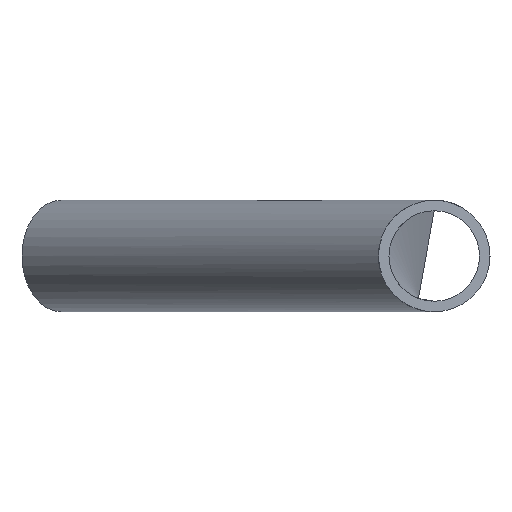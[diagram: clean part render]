
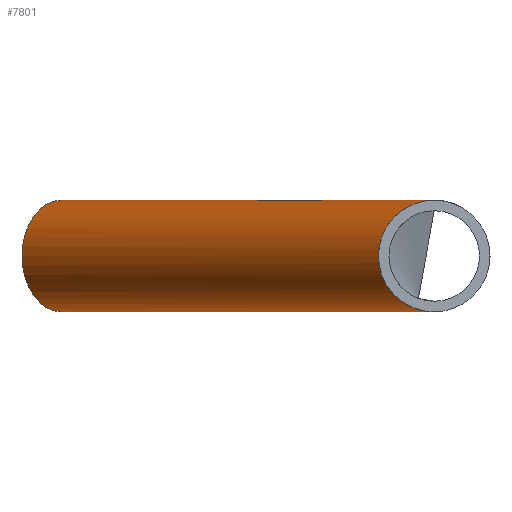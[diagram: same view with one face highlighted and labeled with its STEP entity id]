
A CAD part, left-side view. The second image highlights one B-rep face of the part: STEP entity #7801.
In plain terms, the highlighted cylindrical face has radius 10.65 mm (diameter 21.3 mm), a full revolution.
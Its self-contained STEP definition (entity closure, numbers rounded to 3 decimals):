
#94 = EDGE_LOOP ( 'NONE', ( #2347, #6028 ) ) ;
#536 = ORIENTED_EDGE ( 'NONE', *, *, #3915, .F. ) ;
#1206 = VERTEX_POINT ( 'NONE', #3435 ) ;
#1759 = CARTESIAN_POINT ( 'NONE',  ( 60.502, 71.214, 0. ) ) ;
#2171 = FACE_OUTER_BOUND ( 'NONE', #4304, .T. ) ;
#2305 = FACE_OUTER_BOUND ( 'NONE', #94, .T. ) ;
#2321 =( BOUNDED_CURVE ( )  B_SPLINE_CURVE ( 3, ( #8967, #9054, #7037, #4210 ),
 .UNSPECIFIED., .F., .F. ) 
 B_SPLINE_CURVE_WITH_KNOTS ( ( 4, 4 ),
 ( 1.571, 4.712 ),
 .UNSPECIFIED. ) 
 CURVE ( )  GEOMETRIC_REPRESENTATION_ITEM ( )  RATIONAL_B_SPLINE_CURVE ( ( 1., 0.333, 0.333, 1. ) ) 
 REPRESENTATION_ITEM ( '' )  );
#2347 = ORIENTED_EDGE ( 'NONE', *, *, #7450, .F. ) ;
#2413 = DIRECTION ( 'NONE',  ( 0.707, 0.707, 0. ) ) ;
#2645 = CYLINDRICAL_SURFACE ( 'NONE', #3971, 10.65 ) ;
#3290 = CARTESIAN_POINT ( 'NONE',  ( 60.502, 71.214, 0. ) ) ;
#3435 = CARTESIAN_POINT ( 'NONE',  ( 52.972, 78.744, 0. ) ) ;
#3915 = EDGE_CURVE ( 'NONE', #1206, #1206, #9857, .T. ) ;
#3971 = AXIS2_PLACEMENT_3D ( 'NONE', #1759, #6631, #7597 ) ;
#4000 = CARTESIAN_POINT ( 'NONE',  ( -10.711, 0., -10.65 ) ) ;
#4192 = VERTEX_POINT ( 'NONE', #4000 ) ;
#4210 = CARTESIAN_POINT ( 'NONE',  ( -10.711, 0., 10.65 ) ) ;
#4304 = EDGE_LOOP ( 'NONE', ( #536 ) ) ;
#4631 =( BOUNDED_CURVE ( )  B_SPLINE_CURVE ( 3, ( #8651, #4863, #8853, #10692 ),
 .UNSPECIFIED., .F., .T. ) 
 B_SPLINE_CURVE_WITH_KNOTS ( ( 4, 4 ),
 ( 4.712, 7.854 ),
 .UNSPECIFIED. ) 
 CURVE ( )  GEOMETRIC_REPRESENTATION_ITEM ( )  RATIONAL_B_SPLINE_CURVE ( ( 1., 0.333, 0.333, 1. ) ) 
 REPRESENTATION_ITEM ( '' )  );
#4863 = CARTESIAN_POINT ( 'NONE',  ( -19.534, 21.3, 10.65 ) ) ;
#5936 = VERTEX_POINT ( 'NONE', #7131 ) ;
#6028 = ORIENTED_EDGE ( 'NONE', *, *, #7321, .F. ) ;
#6631 = DIRECTION ( 'NONE',  ( 0.707, 0.707, 0. ) ) ;
#7037 = CARTESIAN_POINT ( 'NONE',  ( 40.711, 21.3, 10.65 ) ) ;
#7131 = CARTESIAN_POINT ( 'NONE',  ( -10.711, 0., 10.65 ) ) ;
#7321 = EDGE_CURVE ( 'NONE', #5936, #4192, #4631, .T. ) ;
#7450 = EDGE_CURVE ( 'NONE', #4192, #5936, #2321, .T. ) ;
#7597 = DIRECTION ( 'NONE',  ( -0.707, 0.707, 0. ) ) ;
#7801 = ADVANCED_FACE ( 'NONE', ( #2305, #2171 ), #2645, .T. ) ;
#8651 = CARTESIAN_POINT ( 'NONE',  ( -10.711, 0., 10.65 ) ) ;
#8853 = CARTESIAN_POINT ( 'NONE',  ( -19.534, 21.3, -10.65 ) ) ;
#8967 = CARTESIAN_POINT ( 'NONE',  ( -10.711, 0., -10.65 ) ) ;
#9054 = CARTESIAN_POINT ( 'NONE',  ( 40.711, 21.3, -10.65 ) ) ;
#9857 = CIRCLE ( 'NONE', #10252, 10.65 ) ;
#10252 = AXIS2_PLACEMENT_3D ( 'NONE', #3290, #2413, #10955 ) ;
#10692 = CARTESIAN_POINT ( 'NONE',  ( -10.711, 0., -10.65 ) ) ;
#10955 = DIRECTION ( 'NONE',  ( -0.707, 0.707, 0. ) ) ;
